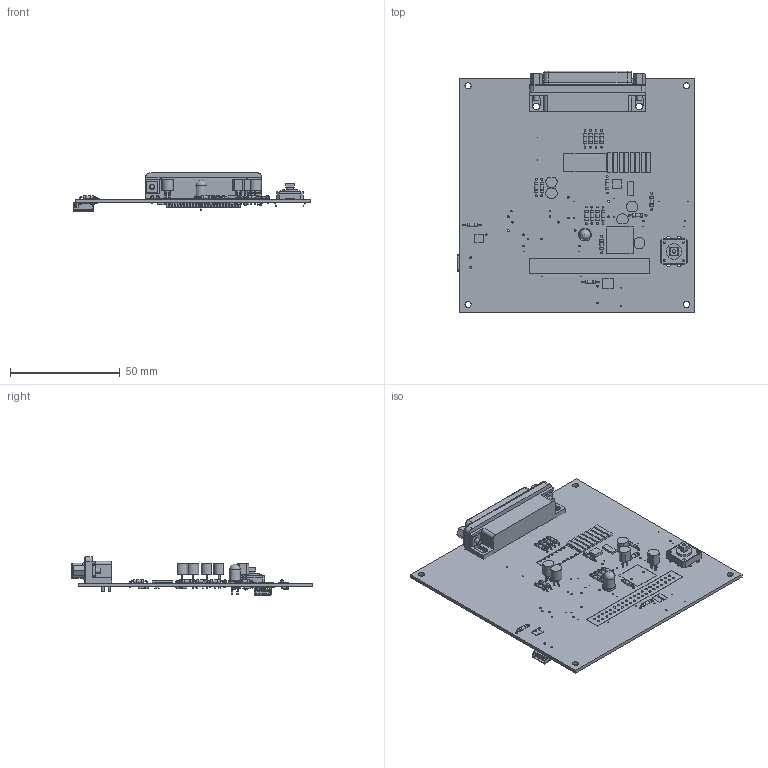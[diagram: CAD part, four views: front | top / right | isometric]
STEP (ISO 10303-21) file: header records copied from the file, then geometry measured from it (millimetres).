
FILE_DESCRIPTION(/* description */ (''),/* implementation_level */ '2;1');
FILE_NAME(/* name */ '939efeb6-f5f9-419a-9768-2e513973c35d.stp',/* time_stamp */ '2022-05-27T07:00:43Z',/* author */ (''),/* organization */ (''),/* preprocessor_version */ 'ST-DEVELOPER v19',/* originating_system */ 'Autodesk Translation Framework v11.7.0.108',/* authorisation */ '');
FILE_SCHEMA (('AUTOMOTIVE_DESIGN { 1 0 10303 214 3 1 1 }'));
Length unit declared in the file: millimetre
Products named in the file (22): 939efeb6-f5f9-419a-9768-2e513973c35d; PCB Component; Board; RPI-ZERO; USB(POWER); 3.3k; LED3MM; D25S24A4GV00LF; BS170; 1n; 10u; MCP3204-CI/P; 0.1u; 10k; TL431PTH; BUZZER; BC547; 10k_1; OMRON_SWITCH_40-XX; LED5MM; DIODE-1N4148; DS18B20
Assembly tree (55 placements, depth 3):
  939efeb6-f5f9-419a-9768-2e513973c35d
    PCB Component
      Board
      RPI-ZERO
      USB(POWER)
      3.3k  x16
      LED3MM
      D25S24A4GV00LF
      BS170  x4
      1n  x6
      10u  x3
      MCP3204-CI/P
      0.1u  x2
      10k
      TL431PTH
      BUZZER
      BC547
      10k_1  x2
      OMRON_SWITCH_40-XX
      LED5MM
      DIODE-1N4148  x8
      DS18B20
Bounding box: 108.43 x 110.16 x 17.47 mm (x, y, z)
Volume: 27334.2 mm3; surface area: 34494.3 mm2
Topology: 65 solids, 65 shells, 1612 faces, 3952 edges, 2572 vertices
Faces by surface type: plane 897, cylinder 491, torus 145, cone 68, sphere 8, bspline 3
Full cylindrical faces by diameter (mm): 0.01 x6, 0.35 x16, 0.5 x64, 0.762 x22, 0.813 x57, 0.85 x3, 0.9 x43, 0.991 x14, 1 x90, 1.016 x2, 1.16 x4, 1.162 x2, 1.45 x4, 1.52 x16, 1.524 x4, 1.6 x34, 1.603 x1, 2.3 x2, 2.5 x4, 2.794 x4, 3 x1, 3.1 x2, 7.1 x1
Entity records: 35716 total; most frequent: CARTESIAN_POINT 6288, DIRECTION 5951, ORIENTED_EDGE 5512, EDGE_CURVE 2756, AXIS2_PLACEMENT_3D 2063, LINE 1825, VECTOR 1825, VERTEX_POINT 1799
